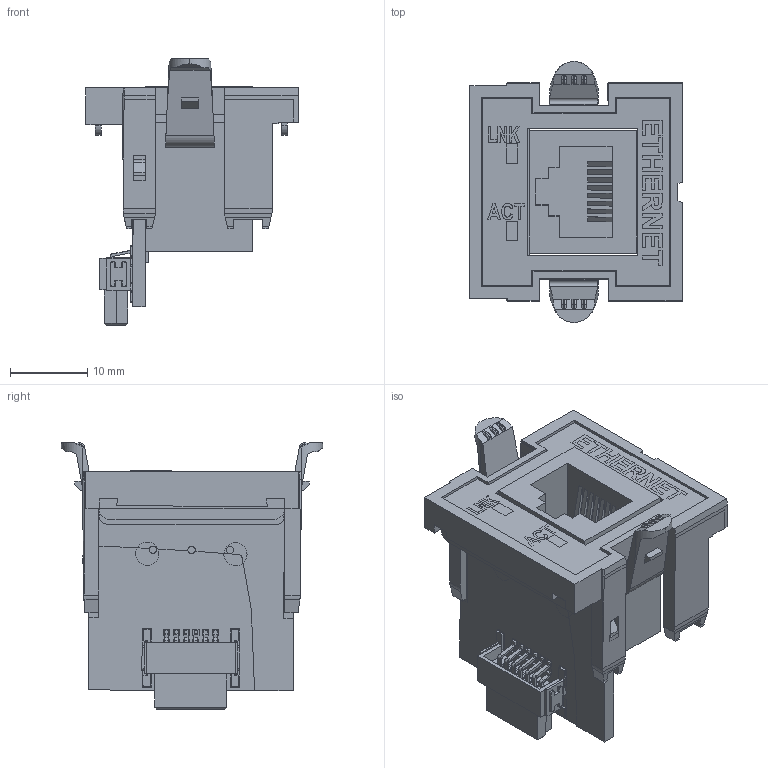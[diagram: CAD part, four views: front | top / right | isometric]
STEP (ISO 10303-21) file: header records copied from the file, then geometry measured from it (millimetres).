
FILE_DESCRIPTION (( 'STEP AP214' ), '1' );
FILE_NAME ('BX-P-ECOMLT.STEP', '2017-03-13T23:45:39', ( '' ), ( '' ), 'SwSTEP 2.0', 'SolidWorks 2016', '' );
FILE_SCHEMA (( 'AUTOMOTIVE_DESIGN' ));
Length unit declared in the file: millimetre
Products named in the file (1): BX-P-ECOMLT
Bounding box: 27.53 x 33.88 x 34.61 mm (x, y, z)
Volume: 6383.1 mm3; surface area: 9434.1 mm2
Topology: 50 solids, 50 shells, 1836 faces, 4935 edges, 3243 vertices
Faces by surface type: plane 1552, cylinder 237, bspline 27, torus 14, cone 6
Entity records: 78424 total; most frequent: CARTESIAN_POINT 11720, ORIENTED_EDGE 9870, DIRECTION 8834, EDGE_CURVE 4935, LINE 4300, VECTOR 4300, VERTEX_POINT 3243, AXIS2_PLACEMENT_3D 2267
